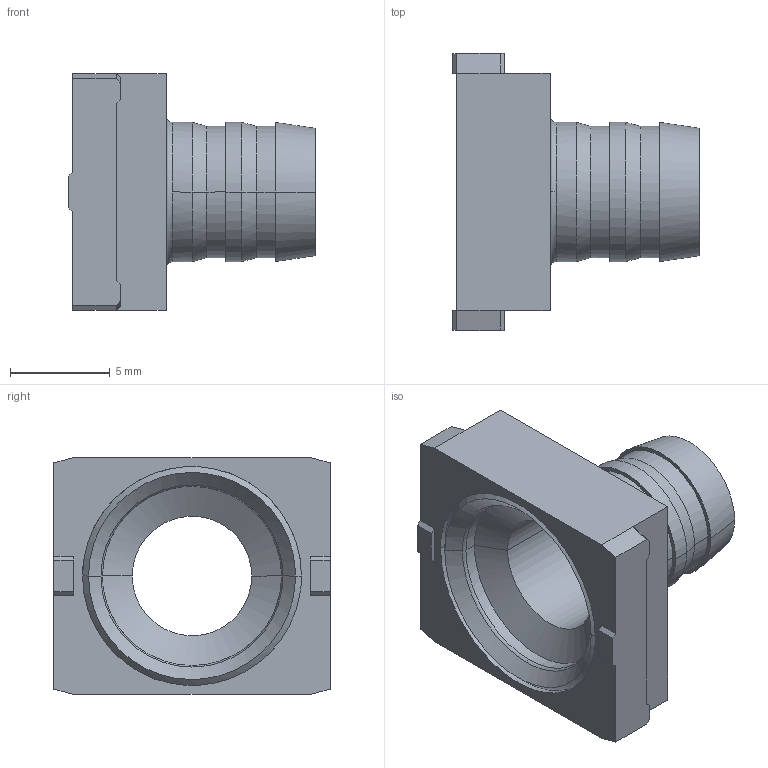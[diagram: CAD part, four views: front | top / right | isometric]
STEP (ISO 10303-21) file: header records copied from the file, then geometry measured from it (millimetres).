
FILE_DESCRIPTION((''),'2;1');
FILE_NAME( '6103_Inducom_crimp_flange_inner_diam-6-0.stp', '2009-10-16T17:40:26',('User'),('SDRC'),'I-DEAS Master Series 9','UNIX', 'Yes');
FILE_SCHEMA(('AUTOMOTIVE_DESIGN { 1 0 10303 214 1 1 1 1 }'));
Length unit declared in the file: millimetre
Products named in the file (1): 6103_Inducom_crimp_flange_inner_diam-6.0mm_outer-diam-7.0mm_for_hood_09-37_poles
Bounding box: 12.4 x 13.9 x 11.9 mm (x, y, z)
Volume: 565 mm3; surface area: 1235.5 mm2
Topology: 2 solids, 2 shells, 91 faces, 221 edges, 137 vertices
Faces by surface type: bspline 91
Entity records: 3216 total; most frequent: CARTESIAN_POINT 1887, ORIENTED_EDGE 442, EDGE_CURVE 221, QUASI_UNIFORM_CURVE 148, VERTEX_POINT 137, EDGE_LOOP 98, FACE_OUTER_BOUND 91, ADVANCED_FACE 91
